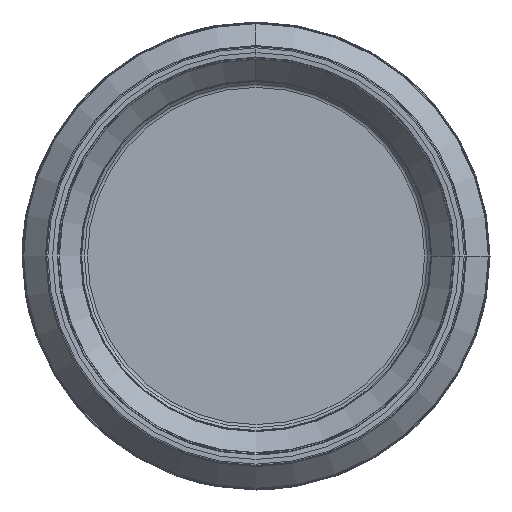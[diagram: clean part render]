
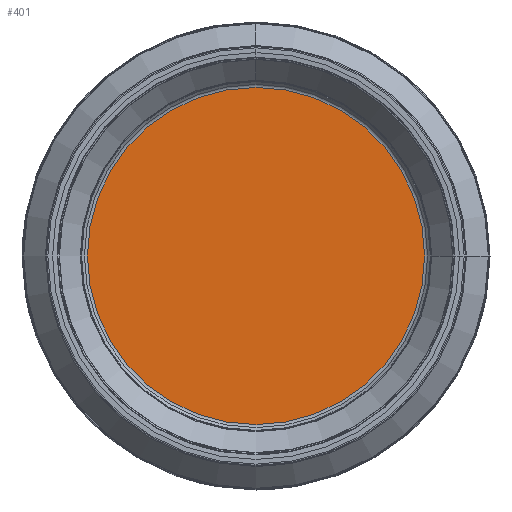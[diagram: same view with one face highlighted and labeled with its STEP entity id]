
A CAD part, left-side view. The second image highlights one B-rep face of the part: STEP entity #401.
In plain terms, the highlighted planar face has unit normal (-1, 0, 0).
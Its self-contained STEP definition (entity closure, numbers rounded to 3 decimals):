
#65=PLANE('',#1401);
#401=ADVANCED_FACE('',(#495),#65,.F.);
#495=FACE_OUTER_BOUND('',#595,.T.);
#595=EDGE_LOOP('',(#969));
#677=CIRCLE('',#1399,40.246);
#969=ORIENTED_EDGE('',*,*,#1197,.T.);
#1051=VERTEX_POINT('',#2945);
#1197=EDGE_CURVE('',#1051,#1051,#677,.T.);
#1399=AXIS2_PLACEMENT_3D('',#2944,#1734,#1735);
#1401=AXIS2_PLACEMENT_3D('',#2947,#1738,#1739);
#1734=DIRECTION('',(-1.,0.,0.));
#1735=DIRECTION('',(0.,0.,1.));
#1738=DIRECTION('',(1.,0.,0.));
#1739=DIRECTION('',(0.,0.,-1.));
#2944=CARTESIAN_POINT('',(8.,0.,0.));
#2945=CARTESIAN_POINT('',(8.,0.,40.246));
#2947=CARTESIAN_POINT('',(8.,40.246,0.));
